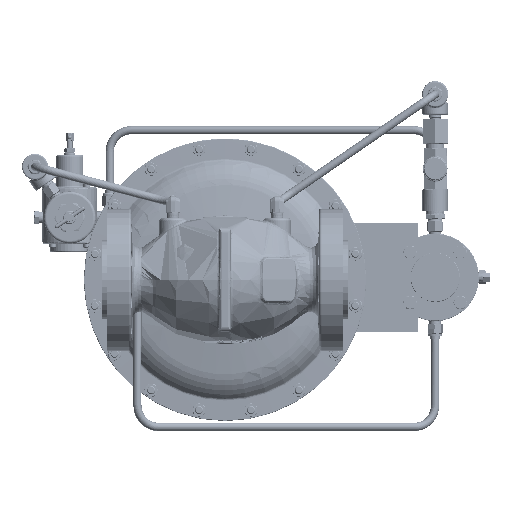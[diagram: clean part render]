
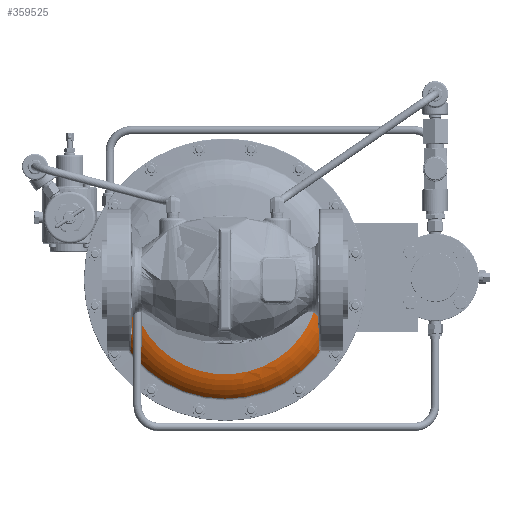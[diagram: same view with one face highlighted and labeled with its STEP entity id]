
A CAD part, front view. The second image highlights one B-rep face of the part: STEP entity #359525.
In plain terms, the highlighted toroidal (fillet/blend) face has major radius 101.046 mm and minor radius 46.038 mm.
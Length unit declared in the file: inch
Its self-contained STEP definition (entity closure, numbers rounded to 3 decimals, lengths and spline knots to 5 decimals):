
#14542 = CARTESIAN_POINT ( 'NONE',  ( -4.68985, 9.03569, -0.11239 ) ) ;
#17362 = AXIS2_PLACEMENT_3D ( 'NONE', #353724, #313860, #465657 ) ;
#21268 = AXIS2_PLACEMENT_3D ( 'NONE', #115589, #463926, #426688 ) ;
#34495 = EDGE_CURVE ( 'NONE', #334726, #139165, #476719, .T. ) ;
#36970 = CARTESIAN_POINT ( 'NONE',  ( 5.42319, 9.60795, 0. ) ) ;
#37169 = CARTESIAN_POINT ( 'NONE',  ( -4.53908, 8.98445, -0.40819 ) ) ;
#42042 = CARTESIAN_POINT ( 'NONE',  ( -4.2786, 8.9218, -0.58557 ) ) ;
#49673 = VERTEX_POINT ( 'NONE', #36970 ) ;
#52830 = CARTESIAN_POINT ( 'NONE',  ( -3.97817, 10.70206, 0. ) ) ;
#64256 = CARTESIAN_POINT ( 'NONE',  ( -4.70066, 9.03978, 0. ) ) ;
#64675 = AXIS2_PLACEMENT_3D ( 'NONE', #271790, #311554, #463325 ) ;
#68960 = CARTESIAN_POINT ( 'NONE',  ( -4.2786, 8.9218, -0.58557 ) ) ;
#74481 = CARTESIAN_POINT ( 'NONE',  ( -4.47001, 8.96476, -0.47322 ) ) ;
#74780 = CARTESIAN_POINT ( 'NONE',  ( 4.31849, 8.9218, 0. ) ) ;
#76909 = CARTESIAN_POINT ( 'NONE',  ( -4.61436, 9.0087, -0.30644 ) ) ;
#81795 = CARTESIAN_POINT ( 'NONE',  ( -4.45754, 8.96143, -0.48329 ) ) ;
#108898 = DIRECTION ( 'NONE',  ( -1., 0., 0. ) ) ;
#114216 = CARTESIAN_POINT ( 'NONE',  ( -4.55974, 8.99084, -0.38442 ) ) ;
#115589 = CARTESIAN_POINT ( 'NONE',  ( 0., 9.60795, 0. ) ) ;
#121535 = CARTESIAN_POINT ( 'NONE',  ( -4.49401, 8.97138, -0.4524 ) ) ;
#139165 = VERTEX_POINT ( 'NONE', #64256 ) ;
#146276 = ORIENTED_EDGE ( 'NONE', *, *, #408133, .T. ) ;
#156503 = CARTESIAN_POINT ( 'NONE',  ( -4.33854, 8.93254, -0.56198 ) ) ;
#160459 = CIRCLE ( 'NONE', #17362, 1.8125 ) ;
#168796 = CARTESIAN_POINT ( 'NONE',  ( -4.6784, 9.03142, -0.15979 ) ) ;
#178375 = VERTEX_POINT ( 'NONE', #68960 ) ;
#204647 = DIRECTION ( 'NONE',  ( 1., 0., 0. ) ) ;
#206426 = AXIS2_PLACEMENT_3D ( 'NONE', #52830, #391346, #204647 ) ;
#219505 = EDGE_CURVE ( 'NONE', #334726, #49673, #418445, .T. ) ;
#223949 = ORIENTED_EDGE ( 'NONE', *, *, #219505, .T. ) ;
#228773 = CARTESIAN_POINT ( 'NONE',  ( -4.62253, 9.01149, -0.2925 ) ) ;
#238527 = CARTESIAN_POINT ( 'NONE',  ( -4.64522, 9.01935, -0.24999 ) ) ;
#241007 = CARTESIAN_POINT ( 'NONE',  ( -4.68644, 9.03441, -0.12842 ) ) ;
#252188 = FACE_OUTER_BOUND ( 'NONE', #343000, .T. ) ;
#258255 = AXIS2_PLACEMENT_3D ( 'NONE', #340316, #260779, #108898 ) ;
#260779 = DIRECTION ( 'NONE',  ( 0., -1., 0. ) ) ;
#266123 = CARTESIAN_POINT ( 'NONE',  ( -4.58815, 8.99998, -0.34644 ) ) ;
#271790 = CARTESIAN_POINT ( 'NONE',  ( 0., 10.70206, 0. ) ) ;
#285464 = VERTEX_POINT ( 'NONE', #74780 ) ;
#295974 = ORIENTED_EDGE ( 'NONE', *, *, #34495, .F. ) ;
#303437 = CARTESIAN_POINT ( 'NONE',  ( -4.3939, 8.94501, -0.53114 ) ) ;
#304154 = TOROIDAL_SURFACE ( 'NONE', #64675, 3.97817, 1.8125 ) ;
#311554 = DIRECTION ( 'NONE',  ( 0., -1., 0. ) ) ;
#313860 = DIRECTION ( 'NONE',  ( 0., 0., -1. ) ) ;
#318098 = CARTESIAN_POINT ( 'NONE',  ( -4.70066, 9.03978, -0.03226 ) ) ;
#320580 = CARTESIAN_POINT ( 'NONE',  ( -4.70066, 9.03978, 0. ) ) ;
#334726 = VERTEX_POINT ( 'NONE', #451130 ) ;
#337836 = CIRCLE ( 'NONE', #258255, 4.31849 ) ;
#338360 = CARTESIAN_POINT ( 'NONE',  ( -4.50559, 8.97467, -0.44163 ) ) ;
#340316 = CARTESIAN_POINT ( 'NONE',  ( 0., 8.9218, 0. ) ) ;
#343000 = EDGE_LOOP ( 'NONE', ( #223949, #430988, #397356, #146276, #295974 ) ) ;
#353724 = CARTESIAN_POINT ( 'NONE',  ( 3.97817, 10.70206, 0. ) ) ;
#359525 = ADVANCED_FACE ( 'NONE', ( #252188 ), #304154, .T. ) ;
#380608 = CARTESIAN_POINT ( 'NONE',  ( -4.59719, 9.00295, -0.33338 ) ) ;
#390389 = CARTESIAN_POINT ( 'NONE',  ( -4.65806, 9.02396, -0.22069 ) ) ;
#391346 = DIRECTION ( 'NONE',  ( 0., 0., 1. ) ) ;
#397356 = ORIENTED_EDGE ( 'NONE', *, *, #489259, .F. ) ;
#397740 = CARTESIAN_POINT ( 'NONE',  ( -4.67376, 9.0297, -0.1752 ) ) ;
#408133 = EDGE_CURVE ( 'NONE', #178375, #139165, #423105, .T. ) ;
#418445 = CIRCLE ( 'NONE', #21268, 5.42319 ) ;
#423105 = B_SPLINE_CURVE_WITH_KNOTS ( 'NONE', 3,
 ( #42042, #156503, #303437, #81795, #74481, #121535, #338360, #37169, #114216, #266123, #380608, #76909, #228773, #238527, #390389, #397740, #168796, #241007, #14542, #427729, #318098, #320580 ),
 .UNSPECIFIED., .F., .F.,
 ( 4, 2, 2, 2, 2, 2, 2, 2, 2, 2, 4 ),
 ( 0., 0.00492, 0.00615, 0.00738, 0.00984, 0.01107, 0.0123, 0.01476, 0.01599, 0.01722, 0.01968 ),
 .UNSPECIFIED. ) ;
#426688 = DIRECTION ( 'NONE',  ( 1., 0., 0. ) ) ;
#427729 = CARTESIAN_POINT ( 'NONE',  ( -4.69797, 9.03875, -0.06439 ) ) ;
#430988 = ORIENTED_EDGE ( 'NONE', *, *, #435034, .T. ) ;
#435034 = EDGE_CURVE ( 'NONE', #49673, #285464, #160459, .T. ) ;
#451130 = CARTESIAN_POINT ( 'NONE',  ( -5.42319, 9.60795, 0. ) ) ;
#463325 = DIRECTION ( 'NONE',  ( -1., 0., 0. ) ) ;
#463926 = DIRECTION ( 'NONE',  ( 0., -1., 0. ) ) ;
#465657 = DIRECTION ( 'NONE',  ( -1., 0., 0. ) ) ;
#476719 = CIRCLE ( 'NONE', #206426, 1.8125 ) ;
#489259 = EDGE_CURVE ( 'NONE', #178375, #285464, #337836, .T. ) ;
